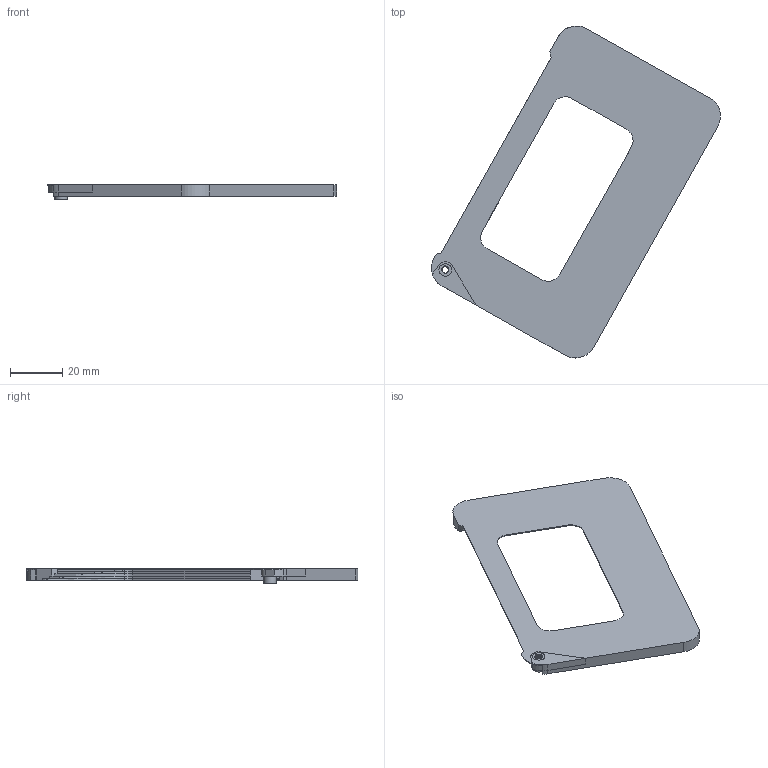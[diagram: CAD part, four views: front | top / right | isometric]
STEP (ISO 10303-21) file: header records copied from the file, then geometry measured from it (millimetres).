
FILE_DESCRIPTION(('FreeCAD Model'),'2;1');
FILE_NAME('Open CASCADE Shape Model','2024-11-09T11:48:40',(''),(''), 'Open CASCADE STEP processor 7.6','FreeCAD','Unknown');
FILE_SCHEMA(('AUTOMOTIVE_DESIGN { 1 0 10303 214 1 1 1 1 }'));
Length unit declared in the file: millimetre
Products named in the file (1): Body
Bounding box: 110.59 x 127.02 x 5.6 mm (x, y, z)
Volume: 9911.4 mm3; surface area: 14144.1 mm2
Topology: 1 solids, 1 shells, 152 faces, 388 edges, 239 vertices
Faces by surface type: plane 52, cylinder 48, bspline 37, torus 10, cone 5
Full cylindrical faces by diameter (mm): 2.52 x11, 4.8 x1
Entity records: 18133 total; most frequent: CARTESIAN_POINT 10682, DIRECTION 1281, ORIENTED_EDGE 776, PCURVE 776, DEFINITIONAL_REPRESENTATION 776, LINE 750, VECTOR 750, EDGE_CURVE 388
